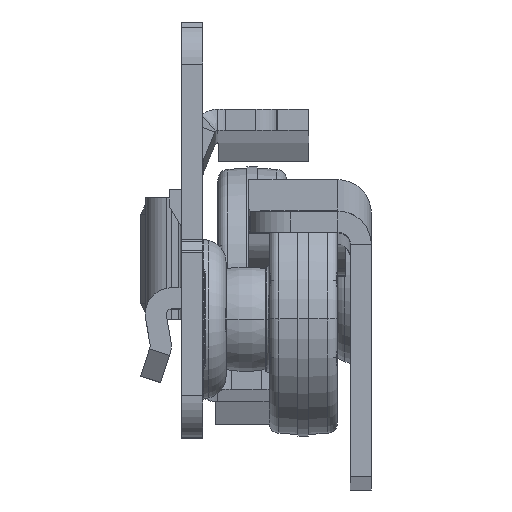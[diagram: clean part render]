
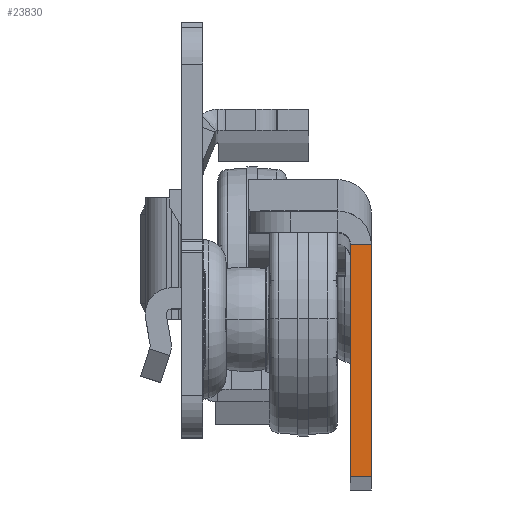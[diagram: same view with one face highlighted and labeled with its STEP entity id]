
A CAD part, top view. The second image highlights one B-rep face of the part: STEP entity #23830.
In plain terms, the highlighted planar face has unit normal (0, 0, 1).
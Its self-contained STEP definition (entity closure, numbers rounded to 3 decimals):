
#563 = VECTOR ( 'NONE', #30515, 1000. ) ;
#1379 = LINE ( 'NONE', #25689, #563 ) ;
#1575 = VERTEX_POINT ( 'NONE', #31712 ) ;
#2317 = DIRECTION ( 'NONE',  ( 1., 0., 0. ) ) ;
#5423 = CARTESIAN_POINT ( 'NONE',  ( 0., -11.75, 745.5 ) ) ;
#6225 = DIRECTION ( 'NONE',  ( 0., -1., 0. ) ) ;
#8145 = VERTEX_POINT ( 'NONE', #20488 ) ;
#9838 = CARTESIAN_POINT ( 'NONE',  ( -2., 10.226, 745.5 ) ) ;
#10079 = DIRECTION ( 'NONE',  ( 1., 0., 0. ) ) ;
#10522 = VECTOR ( 'NONE', #6225, 1000. ) ;
#10616 = FACE_OUTER_BOUND ( 'NONE', #29576, .T. ) ;
#10884 = ORIENTED_EDGE ( 'NONE', *, *, #13888, .F. ) ;
#13186 = CARTESIAN_POINT ( 'NONE',  ( -2., -11.75, 745.5 ) ) ;
#13888 = EDGE_CURVE ( 'NONE', #1575, #8145, #30227, .T. ) ;
#13967 = ORIENTED_EDGE ( 'NONE', *, *, #51499, .F. ) ;
#20488 = CARTESIAN_POINT ( 'NONE',  ( 0., -11.75, 745.5 ) ) ;
#22473 = CARTESIAN_POINT ( 'NONE',  ( -2., -11.75, 745.5 ) ) ;
#22741 = DIRECTION ( 'NONE',  ( 0., 0., 1. ) ) ;
#23541 = PLANE ( 'NONE',  #42623 ) ;
#23830 = ADVANCED_FACE ( 'NONE', ( #10616 ), #23541, .T. ) ;
#24373 = CARTESIAN_POINT ( 'NONE',  ( -2., -11.75, 745.5 ) ) ;
#25689 = CARTESIAN_POINT ( 'NONE',  ( -2., 10.226, 745.5 ) ) ;
#28197 = VERTEX_POINT ( 'NONE', #9838 ) ;
#29576 = EDGE_LOOP ( 'NONE', ( #13967, #29762, #42060, #10884 ) ) ;
#29762 = ORIENTED_EDGE ( 'NONE', *, *, #34359, .T. ) ;
#30227 = LINE ( 'NONE', #5423, #10522 ) ;
#30515 = DIRECTION ( 'NONE',  ( 1., 0., 0. ) ) ;
#31712 = CARTESIAN_POINT ( 'NONE',  ( 0., 10.226, 745.5 ) ) ;
#33547 = EDGE_CURVE ( 'NONE', #51167, #8145, #43108, .T. ) ;
#34359 = EDGE_CURVE ( 'NONE', #28197, #51167, #39831, .T. ) ;
#39831 = LINE ( 'NONE', #24373, #47242 ) ;
#40109 = DIRECTION ( 'NONE',  ( 0., -1., 0. ) ) ;
#42060 = ORIENTED_EDGE ( 'NONE', *, *, #33547, .T. ) ;
#42623 = AXIS2_PLACEMENT_3D ( 'NONE', #22473, #22741, #10079 ) ;
#43108 = LINE ( 'NONE', #43377, #46310 ) ;
#43377 = CARTESIAN_POINT ( 'NONE',  ( -2., -11.75, 745.5 ) ) ;
#46310 = VECTOR ( 'NONE', #2317, 1000. ) ;
#47242 = VECTOR ( 'NONE', #40109, 1000. ) ;
#51167 = VERTEX_POINT ( 'NONE', #13186 ) ;
#51499 = EDGE_CURVE ( 'NONE', #28197, #1575, #1379, .T. ) ;
